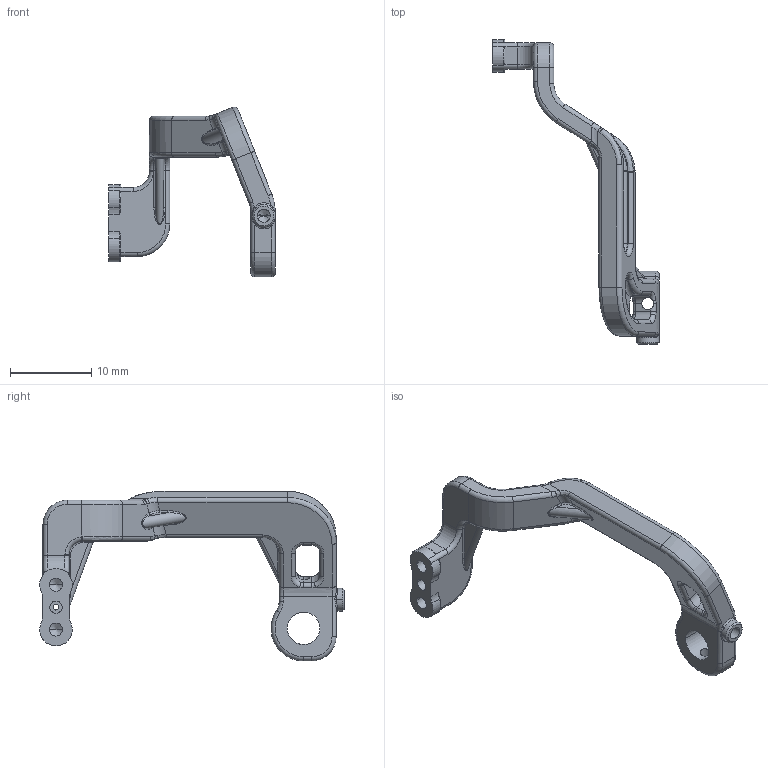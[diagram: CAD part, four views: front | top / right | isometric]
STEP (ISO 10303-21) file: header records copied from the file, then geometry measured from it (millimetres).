
FILE_DESCRIPTION((''),'2;1');
FILE_NAME('IC_011_P_013_AF0','2021-09-07T17:14:35',('silo-mech'),(''),'CREO PARAMETRIC BY PTC INC, 2020454','CREO PARAMETRIC BY PTC INC, 2020454','');
FILE_SCHEMA(('CONFIG_CONTROL_DESIGN'));
Length unit declared in the file: millimetre
Products named in the file (1): IC_011_P_013_AF0
Bounding box: 20.45 x 37.4 x 20.85 mm (x, y, z)
Volume: 924.6 mm3; surface area: 1374.7 mm2
Topology: 1 solids, 1 shells, 315 faces, 756 edges, 436 vertices
Faces by surface type: cylinder 126, bspline 73, torus 59, plane 49, cone 8
Entity records: 13986 total; most frequent: CARTESIAN_POINT 7063, ORIENTED_EDGE 1500, DIRECTION 1397, EDGE_CURVE 750, AXIS2_PLACEMENT_3D 571, VERTEX_POINT 436, CIRCLE 329, EDGE_LOOP 326
